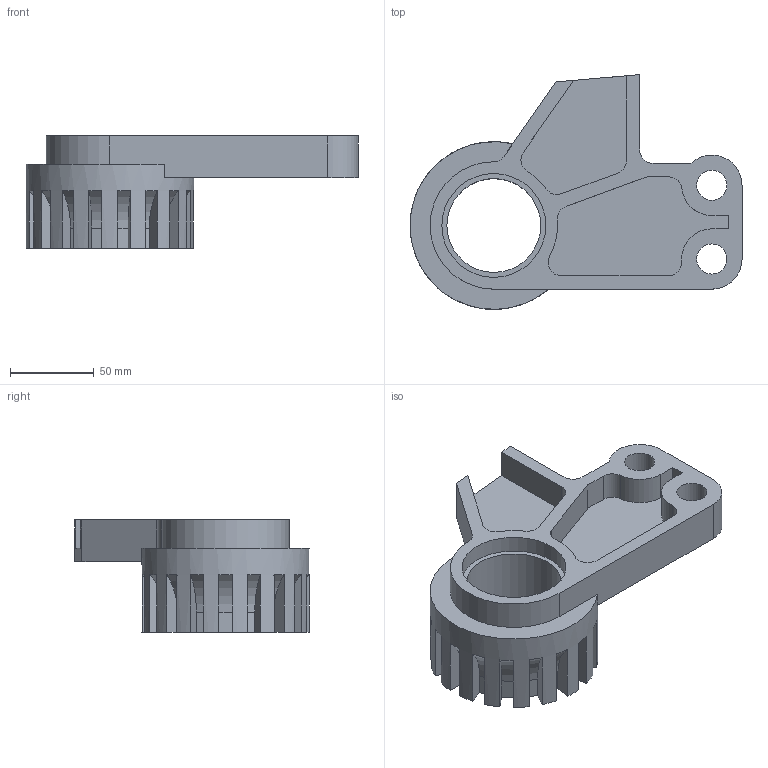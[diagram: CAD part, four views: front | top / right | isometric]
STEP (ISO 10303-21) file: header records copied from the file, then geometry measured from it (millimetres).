
FILE_DESCRIPTION(/* description */ (''),/* implementation_level */ '2;1');
FILE_NAME(/* name */ 'Part 063.stp',/* time_stamp */ '2015-02-23T18:07:36+02:00',/* author */ ('SFC'),/* organization */ (''),/* preprocessor_version */ 'ST-DEVELOPER v15.2',/* originating_system */ 'Autodesk Inventor 2014',/* authorisation */ '');
FILE_SCHEMA (('AUTOMOTIVE_DESIGN { 1 0 10303 214 3 1 1 }'));
Length unit declared in the file: millimetre
Products named in the file (1): Part 063
Bounding box: 198 x 139.98 x 67 mm (x, y, z)
Volume: 415969.4 mm3; surface area: 89902 mm2
Topology: 1 solids, 1 shells, 115 faces, 352 edges, 241 vertices
Faces by surface type: plane 76, cylinder 39
Full cylindrical faces by diameter (mm): 18 x2, 56 x1, 62 x1, 100 x1
Entity records: 4009 total; most frequent: CARTESIAN_POINT 806, ORIENTED_EDGE 688, DIRECTION 636, EDGE_CURVE 344, VERTEX_POINT 238, LINE 212, VECTOR 212, AXIS2_PLACEMENT_3D 212
